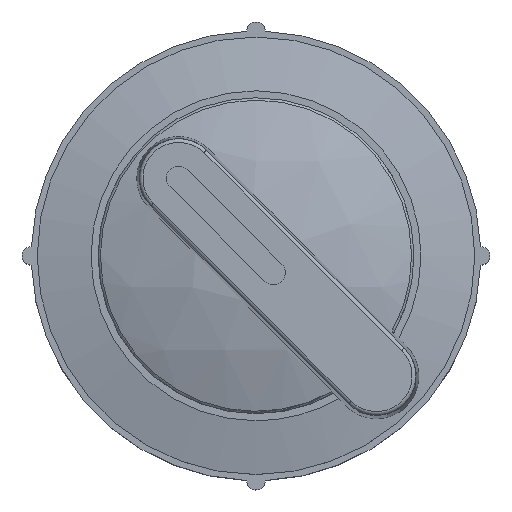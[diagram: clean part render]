
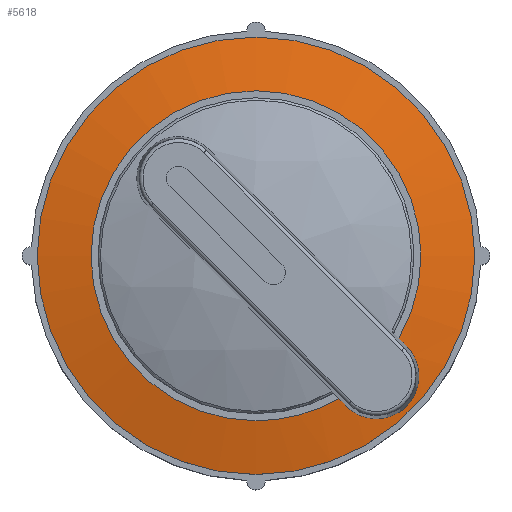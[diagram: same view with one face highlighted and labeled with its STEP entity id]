
A CAD part, top view. The second image highlights one B-rep face of the part: STEP entity #5618.
In plain terms, the highlighted conical face has half-angle 78.5 degrees and reference radius 15.788 mm.
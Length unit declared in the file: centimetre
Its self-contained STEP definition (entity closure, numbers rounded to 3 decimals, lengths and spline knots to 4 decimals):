
#116=FACE_BOUND('',#1801,.T.);
#143=CONICAL_SURFACE('',#6152,1.5788,78.5);
#146=B_SPLINE_CURVE_WITH_KNOTS('',3,(#7619,#7620,#7621,#7622,#7623,#7624,
#7625,#7626,#7627,#7628,#7629,#7630,#7631,#7632,#7633,#7634,#7635,#7636),
 .UNSPECIFIED.,.F.,.F.,(4,2,2,2,2,2,2,2,4),(0.0861,0.1559,
0.3119,0.4663,0.6208,0.7753,
0.9297,1.0857,1.1555),.UNSPECIFIED.);
#391=(
BOUNDED_CURVE()
B_SPLINE_CURVE(2,(#7593,#7594,#7595),.UNSPECIFIED.,.F.,.F.)
B_SPLINE_CURVE_WITH_KNOTS((3,3),(0.3609,0.4623),
 .UNSPECIFIED.)
CURVE()
GEOMETRIC_REPRESENTATION_ITEM()
RATIONAL_B_SPLINE_CURVE((1.004,1.002,1.))
REPRESENTATION_ITEM('')
);
#392=(
BOUNDED_CURVE()
B_SPLINE_CURVE(2,(#7656,#7657,#7658),.UNSPECIFIED.,.F.,.F.)
B_SPLINE_CURVE_WITH_KNOTS((3,3),(0.,0.1015),.UNSPECIFIED.)
CURVE()
GEOMETRIC_REPRESENTATION_ITEM()
RATIONAL_B_SPLINE_CURVE((1.,1.002,1.004))
REPRESENTATION_ITEM('')
);
#1459=FACE_OUTER_BOUND('',#1800,.T.);
#1800=EDGE_LOOP('',(#5069,#5070,#5071,#5072));
#1801=EDGE_LOOP('',(#5073));
#1845=CIRCLE('',#5653,1.3576);
#2081=CIRCLE('',#6153,1.8);
#2095=VERTEX_POINT('',#7590);
#2096=VERTEX_POINT('',#7592);
#2101=VERTEX_POINT('',#7615);
#2103=VERTEX_POINT('',#7638);
#2640=VERTEX_POINT('',#13379);
#2656=EDGE_CURVE('',#2096,#2095,#391,.T.);
#2664=EDGE_CURVE('',#2101,#2096,#146,.T.);
#2670=EDGE_CURVE('',#2103,#2101,#392,.T.);
#2671=EDGE_CURVE('',#2095,#2103,#1845,.T.);
#3482=EDGE_CURVE('',#2640,#2640,#2081,.T.);
#5069=ORIENTED_EDGE('',*,*,#2656,.T.);
#5070=ORIENTED_EDGE('',*,*,#2671,.T.);
#5071=ORIENTED_EDGE('',*,*,#2670,.T.);
#5072=ORIENTED_EDGE('',*,*,#2664,.T.);
#5073=ORIENTED_EDGE('',*,*,#3482,.F.);
#5618=ADVANCED_FACE('',(#1459,#116),#143,.T.);
#5653=AXIS2_PLACEMENT_3D('',#7660,#6217,#6218);
#6152=AXIS2_PLACEMENT_3D('',#13378,#7512,#7513);
#6153=AXIS2_PLACEMENT_3D('',#13380,#7514,#7515);
#6217=DIRECTION('center_axis',(0.,0.,
-1.));
#6218=DIRECTION('ref_axis',(0.,-1.,0.));
#7512=DIRECTION('center_axis',(0.,0.,
-1.));
#7513=DIRECTION('ref_axis',(0.,-1.,0.));
#7514=DIRECTION('center_axis',(0.,0.,
-1.));
#7515=DIRECTION('ref_axis',(0.,-1.,0.));
#7590=CARTESIAN_POINT('',(2.481,-1.1745,0.09));
#7592=CARTESIAN_POINT('',(2.5438,-1.2376,0.0724));
#7593=CARTESIAN_POINT('Ctrl Pts',(2.5438,-1.2376,0.0724));
#7594=CARTESIAN_POINT('Ctrl Pts',(2.5114,-1.2051,0.0815));
#7595=CARTESIAN_POINT('Ctrl Pts',(2.481,-1.1745,0.09));
#7615=CARTESIAN_POINT('',(3.0374,-0.7441,0.0724));
#7619=CARTESIAN_POINT('Ctrl Pts',(3.0374,-0.7441,0.0724));
#7620=CARTESIAN_POINT('Ctrl Pts',(3.0543,-0.7609,0.0677));
#7621=CARTESIAN_POINT('Ctrl Pts',(3.0696,-0.7796,0.0631));
#7622=CARTESIAN_POINT('Ctrl Pts',(3.1124,-0.8445,0.0487));
#7623=CARTESIAN_POINT('Ctrl Pts',(3.1311,-0.8966,0.0398));
#7624=CARTESIAN_POINT('Ctrl Pts',(3.144,-0.9983,0.0257));
#7625=CARTESIAN_POINT('Ctrl Pts',(3.1391,-1.0534,0.0197));
#7626=CARTESIAN_POINT('Ctrl Pts',(3.1043,-1.1552,0.0119));
#7627=CARTESIAN_POINT('Ctrl Pts',(3.0745,-1.2021,0.0099));
#7628=CARTESIAN_POINT('Ctrl Pts',(3.0017,-1.2749,0.0099));
#7629=CARTESIAN_POINT('Ctrl Pts',(2.9548,-1.3047,0.0119));
#7630=CARTESIAN_POINT('Ctrl Pts',(2.853,-1.3394,0.0197));
#7631=CARTESIAN_POINT('Ctrl Pts',(2.7979,-1.3443,0.0257));
#7632=CARTESIAN_POINT('Ctrl Pts',(2.6962,-1.3314,0.0398));
#7633=CARTESIAN_POINT('Ctrl Pts',(2.6441,-1.3126,0.0487));
#7634=CARTESIAN_POINT('Ctrl Pts',(2.5792,-1.2698,0.0631));
#7635=CARTESIAN_POINT('Ctrl Pts',(2.5605,-1.2545,0.0677));
#7636=CARTESIAN_POINT('Ctrl Pts',(2.5438,-1.2376,0.0724));
#7638=CARTESIAN_POINT('',(2.9742,-0.6814,0.09));
#7656=CARTESIAN_POINT('Ctrl Pts',(2.9742,-0.6814,0.09));
#7657=CARTESIAN_POINT('Ctrl Pts',(3.0049,-0.7118,0.0815));
#7658=CARTESIAN_POINT('Ctrl Pts',(3.0374,-0.7441,0.0724));
#7660=CARTESIAN_POINT('Origin',(1.8,0.,0.09));
#13378=CARTESIAN_POINT('Origin',(1.8,0.,0.045));
#13379=CARTESIAN_POINT('',(1.8,-1.8,0.));
#13380=CARTESIAN_POINT('Origin',(1.8,0.,0.));
